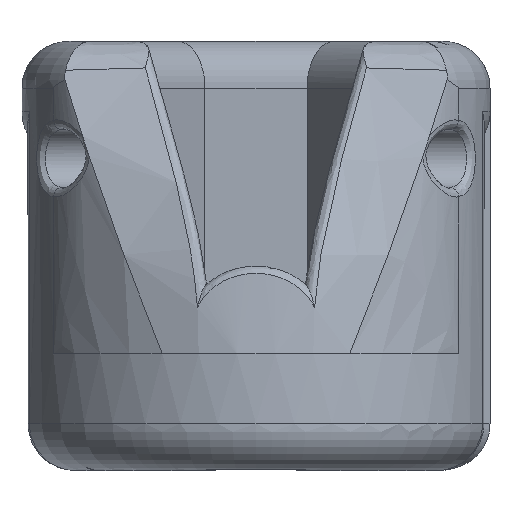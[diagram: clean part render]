
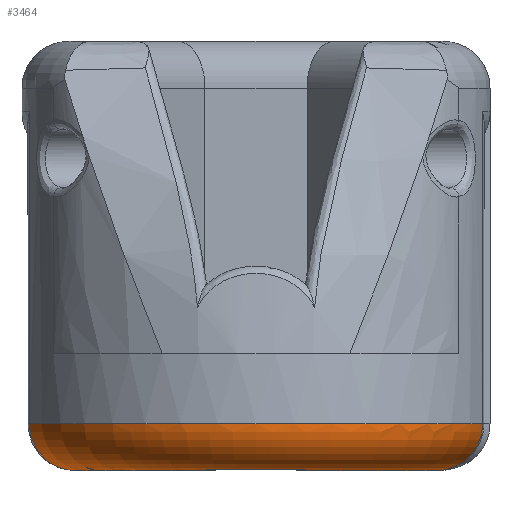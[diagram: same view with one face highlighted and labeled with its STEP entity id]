
A CAD part, left-side view. The second image highlights one B-rep face of the part: STEP entity #3464.
In plain terms, the highlighted toroidal (fillet/blend) face has major radius 10.16 mm and minor radius 2.54 mm.
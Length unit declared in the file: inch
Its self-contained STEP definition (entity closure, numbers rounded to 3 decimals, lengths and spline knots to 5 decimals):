
#107=TOROIDAL_SURFACE('',#3808,0.4,0.1);
#663=FACE_OUTER_BOUND('',#871,.T.);
#871=EDGE_LOOP('',(#3016,#3017,#3018,#3019,#3020,#3021,#3022));
#1072=CIRCLE('',#3805,0.4);
#1073=CIRCLE('',#3807,0.4);
#1074=CIRCLE('',#3809,0.1);
#1075=CIRCLE('',#3810,0.5);
#1076=CIRCLE('',#3811,0.1);
#1263=B_SPLINE_CURVE_WITH_KNOTS('',3,(#10104,#10105,#10106,#10107,#10108,
#10109,#10110,#10111,#10112,#10113),.UNSPECIFIED.,.F.,.F.,(4,2,2,2,4),(-0.00214,
0.,0.02283,0.26792,0.4451),
 .UNSPECIFIED.);
#1264=B_SPLINE_CURVE_WITH_KNOTS('',3,(#10118,#10119,#10120,#10121,#10122,
#10123,#10124,#10125,#10126,#10127),.UNSPECIFIED.,.F.,.F.,(4,2,2,2,4),(0.4451,
0.62228,0.86738,0.89021,0.89234),
 .UNSPECIFIED.);
#1601=VERTEX_POINT('',#10101);
#1602=VERTEX_POINT('',#10103);
#1604=VERTEX_POINT('',#10117);
#1605=VERTEX_POINT('',#10130);
#1606=VERTEX_POINT('',#10134);
#1607=VERTEX_POINT('',#10138);
#1608=VERTEX_POINT('',#10140);
#2102=EDGE_CURVE('',#1601,#1602,#1263,.T.);
#2105=EDGE_CURVE('',#1602,#1604,#1264,.T.);
#2108=EDGE_CURVE('',#1601,#1605,#1072,.T.);
#2109=EDGE_CURVE('',#1606,#1604,#1073,.T.);
#2111=EDGE_CURVE('',#1605,#1607,#1074,.F.);
#2112=EDGE_CURVE('',#1607,#1608,#1075,.T.);
#2113=EDGE_CURVE('',#1608,#1606,#1076,.F.);
#3016=ORIENTED_EDGE('',*,*,#2102,.F.);
#3017=ORIENTED_EDGE('',*,*,#2108,.T.);
#3018=ORIENTED_EDGE('',*,*,#2111,.T.);
#3019=ORIENTED_EDGE('',*,*,#2112,.T.);
#3020=ORIENTED_EDGE('',*,*,#2113,.T.);
#3021=ORIENTED_EDGE('',*,*,#2109,.T.);
#3022=ORIENTED_EDGE('',*,*,#2105,.F.);
#3464=ADVANCED_FACE('',(#663),#107,.T.);
#3805=AXIS2_PLACEMENT_3D('',#10132,#4573,#4574);
#3807=AXIS2_PLACEMENT_3D('',#10135,#4577,#4578);
#3808=AXIS2_PLACEMENT_3D('',#10137,#4580,#4581);
#3809=AXIS2_PLACEMENT_3D('',#10139,#4582,#4583);
#3810=AXIS2_PLACEMENT_3D('',#10141,#4584,#4585);
#3811=AXIS2_PLACEMENT_3D('',#10142,#4586,#4587);
#4573=DIRECTION('center_axis',(0.,0.,1.));
#4574=DIRECTION('ref_axis',(-1.,0.,0.));
#4577=DIRECTION('center_axis',(0.,0.,1.));
#4578=DIRECTION('ref_axis',(-1.,0.,0.));
#4580=DIRECTION('center_axis',(0.,0.,-1.));
#4581=DIRECTION('ref_axis',(-1.,0.,0.));
#4582=DIRECTION('center_axis',(0.968,-0.25,0.));
#4583=DIRECTION('ref_axis',(0.,0.,-1.));
#4584=DIRECTION('center_axis',(0.,0.,-1.));
#4585=DIRECTION('ref_axis',(-1.,0.,0.));
#4586=DIRECTION('center_axis',(0.968,0.25,0.));
#4587=DIRECTION('ref_axis',(-0.25,0.968,0.));
#10101=CARTESIAN_POINT('',(-1.3658,-0.16184,-0.66667));
#10103=CARTESIAN_POINT('',(-1.4245,0.,-0.66362));
#10104=CARTESIAN_POINT('Ctrl Pts',(-1.3658,-0.16184,-0.66667));
#10105=CARTESIAN_POINT('Ctrl Pts',(-1.36597,-0.16162,
-0.66667));
#10106=CARTESIAN_POINT('Ctrl Pts',(-1.36615,-0.1614,
-0.66667));
#10107=CARTESIAN_POINT('Ctrl Pts',(-1.36821,-0.15886,
-0.66666));
#10108=CARTESIAN_POINT('Ctrl Pts',(-1.37006,-0.1565,
-0.66665));
#10109=CARTESIAN_POINT('Ctrl Pts',(-1.39126,-0.12845,
-0.66643));
#10110=CARTESIAN_POINT('Ctrl Pts',(-1.40594,-0.09959,
-0.66533));
#10111=CARTESIAN_POINT('Ctrl Pts',(-1.42122,-0.04633,
-0.66399));
#10112=CARTESIAN_POINT('Ctrl Pts',(-1.4245,-0.02326,-0.66362));
#10113=CARTESIAN_POINT('Ctrl Pts',(-1.4245,0.,-0.66362));
#10117=CARTESIAN_POINT('',(-1.3658,0.16184,-0.66667));
#10118=CARTESIAN_POINT('Ctrl Pts',(-1.4245,0.,-0.66362));
#10119=CARTESIAN_POINT('Ctrl Pts',(-1.4245,0.02326,-0.66362));
#10120=CARTESIAN_POINT('Ctrl Pts',(-1.42122,0.04633,
-0.66399));
#10121=CARTESIAN_POINT('Ctrl Pts',(-1.40594,0.09959,
-0.66533));
#10122=CARTESIAN_POINT('Ctrl Pts',(-1.39126,0.12845,
-0.66643));
#10123=CARTESIAN_POINT('Ctrl Pts',(-1.37006,0.1565,
-0.66665));
#10124=CARTESIAN_POINT('Ctrl Pts',(-1.36821,0.15886,-0.66666));
#10125=CARTESIAN_POINT('Ctrl Pts',(-1.36615,0.1614,
-0.66667));
#10126=CARTESIAN_POINT('Ctrl Pts',(-1.36597,0.16162,
-0.66667));
#10127=CARTESIAN_POINT('Ctrl Pts',(-1.3658,0.16184,-0.66667));
#10130=CARTESIAN_POINT('',(-1.1,-0.3873,-0.66667));
#10132=CARTESIAN_POINT('Origin',(-1.,0.,-0.66667));
#10134=CARTESIAN_POINT('',(-1.1,0.3873,-0.66667));
#10135=CARTESIAN_POINT('Origin',(-1.,0.,-0.66667));
#10137=CARTESIAN_POINT('Origin',(-1.,0.,-0.56667));
#10138=CARTESIAN_POINT('',(-1.125,-0.48412,-0.56667));
#10139=CARTESIAN_POINT('Origin',(-1.1,-0.3873,-0.56667));
#10140=CARTESIAN_POINT('',(-1.125,0.48412,-0.56667));
#10141=CARTESIAN_POINT('Origin',(-1.,0.,-0.56667));
#10142=CARTESIAN_POINT('Origin',(-1.1,0.3873,-0.56667));
